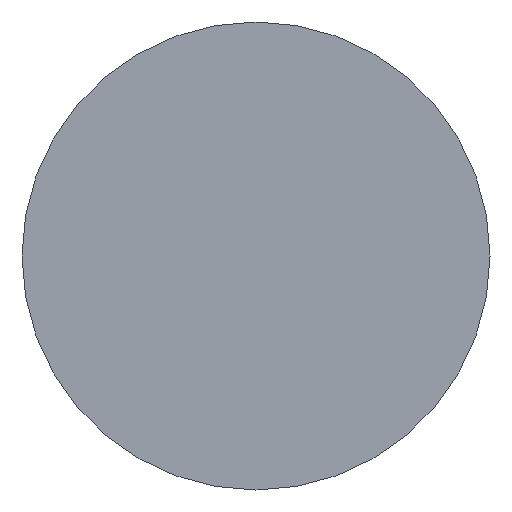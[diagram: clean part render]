
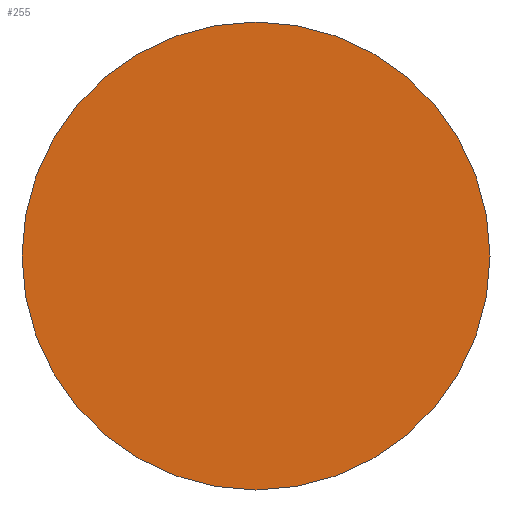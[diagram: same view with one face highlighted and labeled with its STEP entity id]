
A CAD part, front view. The second image highlights one B-rep face of the part: STEP entity #255.
In plain terms, the highlighted planar face has unit normal (0, -1, 0).
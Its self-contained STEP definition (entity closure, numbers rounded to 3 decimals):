
#21=PLANE('',#299);
#34=FACE_OUTER_BOUND('',#49,.T.);
#49=EDGE_LOOP('',(#182,#183));
#79=CIRCLE('',#294,12.25);
#80=CIRCLE('',#295,12.25);
#107=VERTEX_POINT('',#434);
#108=VERTEX_POINT('',#435);
#135=EDGE_CURVE('',#107,#108,#79,.T.);
#136=EDGE_CURVE('',#108,#107,#80,.T.);
#182=ORIENTED_EDGE('',*,*,#135,.T.);
#183=ORIENTED_EDGE('',*,*,#136,.T.);
#255=ADVANCED_FACE('',(#34),#21,.T.);
#294=AXIS2_PLACEMENT_3D('',#436,#349,#350);
#295=AXIS2_PLACEMENT_3D('',#437,#351,#352);
#299=AXIS2_PLACEMENT_3D('',#445,#360,#361);
#349=DIRECTION('center_axis',(0.,-1.,0.));
#350=DIRECTION('ref_axis',(1.,0.,0.));
#351=DIRECTION('center_axis',(0.,-1.,0.));
#352=DIRECTION('ref_axis',(1.,0.,0.));
#360=DIRECTION('center_axis',(0.,-1.,0.));
#361=DIRECTION('ref_axis',(0.,0.,-1.));
#434=CARTESIAN_POINT('',(12.25,0.,0.));
#435=CARTESIAN_POINT('',(-12.25,0.,0.));
#436=CARTESIAN_POINT('Origin',(0.,0.,0.));
#437=CARTESIAN_POINT('Origin',(0.,0.,0.));
#445=CARTESIAN_POINT('Origin',(6.125,0.,0.));
